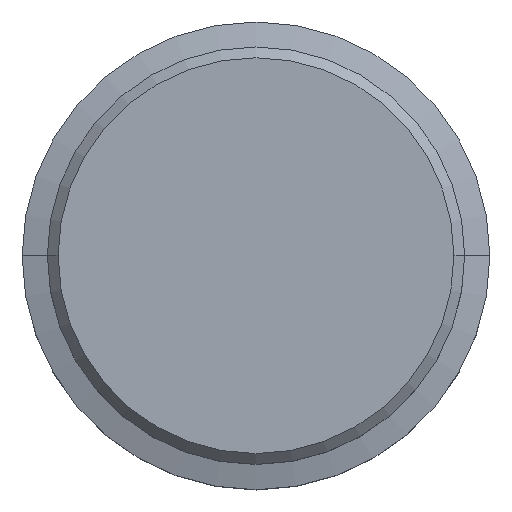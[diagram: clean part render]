
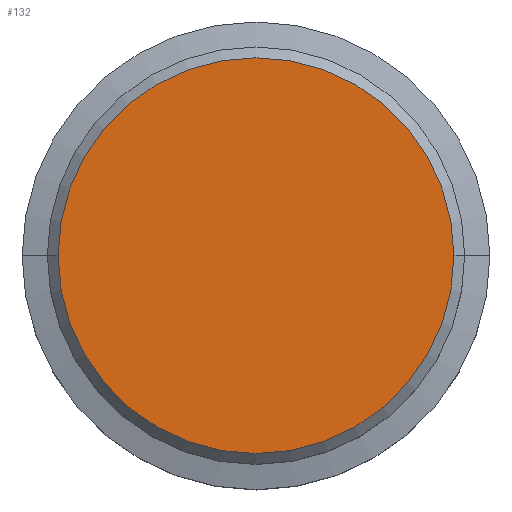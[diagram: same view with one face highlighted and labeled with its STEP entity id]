
A CAD part, top view. The second image highlights one B-rep face of the part: STEP entity #132.
In plain terms, the highlighted planar face has unit normal (0, 0, 1).
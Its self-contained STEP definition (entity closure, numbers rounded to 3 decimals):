
#122=VERTEX_POINT('',#296);
#132=ADVANCED_FACE('',(#306),#307,.T.);
#134=VERTEX_POINT('',#309);
#162=EDGE_CURVE('',#122,#134,#342,.T.);
#242=EDGE_CURVE('',#134,#122,#436,.T.);
#296=CARTESIAN_POINT('',(27.5,0.,35.0));
#306=FACE_OUTER_BOUND('',#503,.T.);
#307=PLANE('',#504);
#309=CARTESIAN_POINT('',(-27.5,0.,35.0));
#342=CIRCLE('',#543,27.5);
#436=CIRCLE('',#658,27.5);
#503=EDGE_LOOP('',(#710,#711));
#504=AXIS2_PLACEMENT_3D('',#712,#713,#714);
#543=AXIS2_PLACEMENT_3D('',#759,#760,#761);
#658=AXIS2_PLACEMENT_3D('',#890,#891,#892);
#710=ORIENTED_EDGE('',*,*,#242,.T.);
#711=ORIENTED_EDGE('',*,*,#162,.T.);
#712=CARTESIAN_POINT('',(-13.75,0.,35.0));
#713=DIRECTION('',(0.0,0.0,1.0));
#714=DIRECTION('',(-1.0,0.,0.0));
#759=CARTESIAN_POINT('',(0.,0.,35.0));
#760=DIRECTION('',(0.0,0.0,1.0));
#761=DIRECTION('',(-1.0,0.,0.0));
#890=CARTESIAN_POINT('',(0.,0.,35.0));
#891=DIRECTION('',(0.0,0.0,1.0));
#892=DIRECTION('',(-1.0,0.,0.0));
